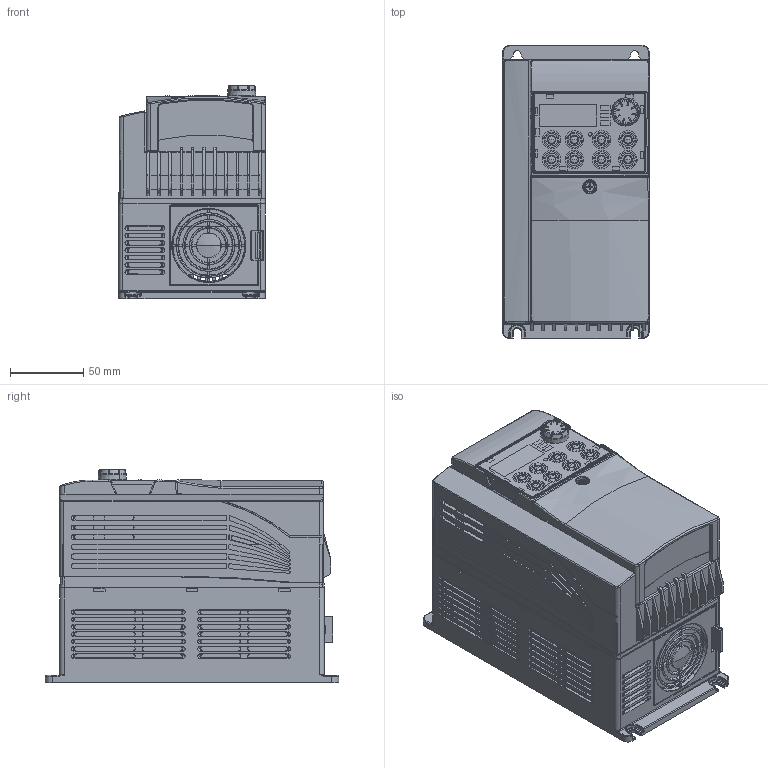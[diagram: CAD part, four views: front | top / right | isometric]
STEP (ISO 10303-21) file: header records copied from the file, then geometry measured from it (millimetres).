
FILE_DESCRIPTION (( 'STEP AP214' ), '1' );
FILE_NAME ('FC-230-B_1.STEP', '2025-03-27T10:28:49', ( '' ), ( '' ), 'SwSTEP 2.0', 'SolidWorks 2023', '' );
FILE_SCHEMA (( 'AUTOMOTIVE_DESIGN' ));
Length unit declared in the file: millimetre
Products named in the file (1): FC-230-B_1
Bounding box: 100.15 x 200 x 145.25 mm (x, y, z)
Volume: 2129665.5 mm3; surface area: 254771 mm2
Topology: 1 solids, 48 shells, 5490 faces, 14867 edges, 9560 vertices
Faces by surface type: plane 2622, cylinder 1115, bspline 1098, cone 430, torus 142, sphere 83
Entity records: 215240 total; most frequent: CARTESIAN_POINT 85753, ORIENTED_EDGE 29650, DIRECTION 23009, EDGE_CURVE 14825, VERTEX_POINT 9555, VECTOR 8255, LINE 8255, AXIS2_PLACEMENT_3D 7377
